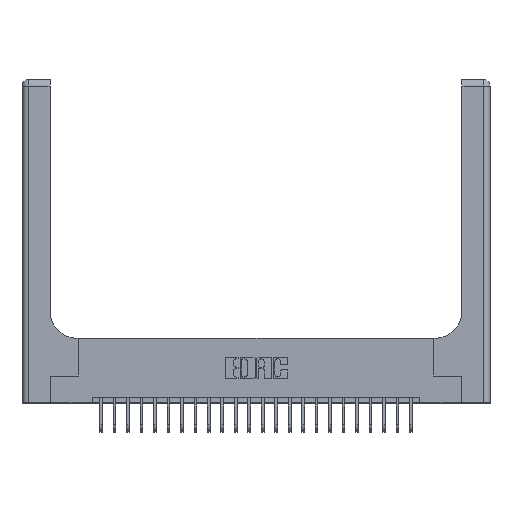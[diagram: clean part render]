
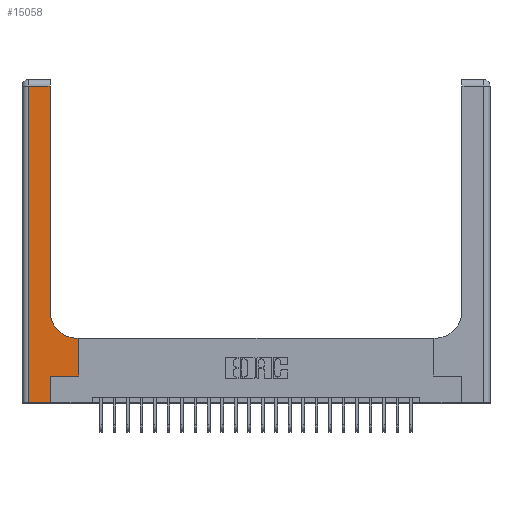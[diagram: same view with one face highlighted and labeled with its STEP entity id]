
A CAD part, top view. The second image highlights one B-rep face of the part: STEP entity #15058.
In plain terms, the highlighted planar face has unit normal (0, 0, 1).
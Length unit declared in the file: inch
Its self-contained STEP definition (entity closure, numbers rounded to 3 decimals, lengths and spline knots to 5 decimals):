
#303 = CARTESIAN_POINT ( 'NONE',  ( 0.528, 0.6, 0.37 ) ) ;
#523 = CARTESIAN_POINT ( 'NONE',  ( 0.26, 3., 0.37 ) ) ;
#576 = CARTESIAN_POINT ( 'NONE',  ( 0.528, 0.25, 0.37 ) ) ;
#663 = DIRECTION ( 'NONE',  ( 1., 0., 0. ) ) ;
#713 = VERTEX_POINT ( 'NONE', #1766 ) ;
#778 = CARTESIAN_POINT ( 'NONE',  ( 0., 0., 0.37 ) ) ;
#888 = CIRCLE ( 'NONE', #2535, 0.25 ) ;
#1617 = VECTOR ( 'NONE', #14084, 39.37008 ) ;
#1766 = CARTESIAN_POINT ( 'NONE',  ( 0.26, 2.94, 0.37 ) ) ;
#1980 = VERTEX_POINT ( 'NONE', #20883 ) ;
#2460 = CARTESIAN_POINT ( 'NONE',  ( 0.265, 0., 0.37 ) ) ;
#2501 = ORIENTED_EDGE ( 'NONE', *, *, #20189, .T. ) ;
#2535 = AXIS2_PLACEMENT_3D ( 'NONE', #11451, #3354, #21276 ) ;
#2601 = LINE ( 'NONE', #14460, #1617 ) ;
#2653 = CARTESIAN_POINT ( 'NONE',  ( 0.265, 0.25, 0.37 ) ) ;
#2839 = LINE ( 'NONE', #778, #14772 ) ;
#3354 = DIRECTION ( 'NONE',  ( 0., 0., -1. ) ) ;
#3403 = DIRECTION ( 'NONE',  ( -1., 0., 0. ) ) ;
#3531 = DIRECTION ( 'NONE',  ( 0., 1., 0. ) ) ;
#3790 = CARTESIAN_POINT ( 'NONE',  ( 0.265, 0., 0.37 ) ) ;
#3997 = PLANE ( 'NONE',  #6188 ) ;
#4376 = LINE ( 'NONE', #523, #21433 ) ;
#4809 = CARTESIAN_POINT ( 'NONE',  ( 0.26, 0.6, 0.37 ) ) ;
#5463 = VECTOR ( 'NONE', #6099, 39.37008 ) ;
#5968 = LINE ( 'NONE', #3790, #21004 ) ;
#6049 = FACE_OUTER_BOUND ( 'NONE', #8676, .T. ) ;
#6090 = DIRECTION ( 'NONE',  ( 0., -1., 0. ) ) ;
#6099 = DIRECTION ( 'NONE',  ( 0., 1., 0. ) ) ;
#6188 = AXIS2_PLACEMENT_3D ( 'NONE', #24127, #6318, #23738 ) ;
#6318 = DIRECTION ( 'NONE',  ( 0., 0., -1. ) ) ;
#6718 = VERTEX_POINT ( 'NONE', #14745 ) ;
#6931 = CARTESIAN_POINT ( 'NONE',  ( 0.06, 2.94, 0.37 ) ) ;
#7758 = VERTEX_POINT ( 'NONE', #9919 ) ;
#8551 = VERTEX_POINT ( 'NONE', #21324 ) ;
#8676 = EDGE_LOOP ( 'NONE', ( #16365, #2501, #22850, #14705, #25216, #10967, #20443, #16764, #20862 ) ) ;
#9919 = CARTESIAN_POINT ( 'NONE',  ( 0.06, 0., 0.37 ) ) ;
#10729 = EDGE_CURVE ( 'NONE', #1980, #6718, #888, .T. ) ;
#10967 = ORIENTED_EDGE ( 'NONE', *, *, #16722, .T. ) ;
#11451 = CARTESIAN_POINT ( 'NONE',  ( 0.51, 0.85, 0.37 ) ) ;
#11909 = CARTESIAN_POINT ( 'NONE',  ( 0.06, 3., 0.37 ) ) ;
#12235 = DIRECTION ( 'NONE',  ( 0., 1., 0. ) ) ;
#12712 = VECTOR ( 'NONE', #6090, 39.37008 ) ;
#12998 = VERTEX_POINT ( 'NONE', #303 ) ;
#14084 = DIRECTION ( 'NONE',  ( -1., 0., 0. ) ) ;
#14460 = CARTESIAN_POINT ( 'NONE',  ( 0., 2.94, 0.37 ) ) ;
#14469 = EDGE_CURVE ( 'NONE', #21924, #19142, #5968, .T. ) ;
#14619 = LINE ( 'NONE', #4809, #18466 ) ;
#14705 = ORIENTED_EDGE ( 'NONE', *, *, #25211, .T. ) ;
#14745 = CARTESIAN_POINT ( 'NONE',  ( 0.26, 0.85, 0.37 ) ) ;
#14772 = VECTOR ( 'NONE', #663, 39.37008 ) ;
#15058 = ADVANCED_FACE ( 'NONE', ( #6049 ), #3997, .F. ) ;
#15086 = EDGE_CURVE ( 'NONE', #6718, #713, #4376, .T. ) ;
#15164 = VERTEX_POINT ( 'NONE', #6931 ) ;
#16365 = ORIENTED_EDGE ( 'NONE', *, *, #15086, .T. ) ;
#16491 = VECTOR ( 'NONE', #18133, 39.37008 ) ;
#16722 = EDGE_CURVE ( 'NONE', #19142, #8551, #24195, .T. ) ;
#16764 = ORIENTED_EDGE ( 'NONE', *, *, #24820, .T. ) ;
#18133 = DIRECTION ( 'NONE',  ( 1., 0., 0. ) ) ;
#18466 = VECTOR ( 'NONE', #3403, 39.37008 ) ;
#19142 = VERTEX_POINT ( 'NONE', #21524 ) ;
#19577 = EDGE_CURVE ( 'NONE', #15164, #7758, #23779, .T. ) ;
#20189 = EDGE_CURVE ( 'NONE', #713, #15164, #2601, .T. ) ;
#20443 = ORIENTED_EDGE ( 'NONE', *, *, #23165, .T. ) ;
#20862 = ORIENTED_EDGE ( 'NONE', *, *, #10729, .T. ) ;
#20883 = CARTESIAN_POINT ( 'NONE',  ( 0.51, 0.6, 0.37 ) ) ;
#21004 = VECTOR ( 'NONE', #3531, 39.37008 ) ;
#21276 = DIRECTION ( 'NONE',  ( 1., 0., 0. ) ) ;
#21324 = CARTESIAN_POINT ( 'NONE',  ( 0.528, 0.25, 0.37 ) ) ;
#21433 = VECTOR ( 'NONE', #12235, 39.37008 ) ;
#21524 = CARTESIAN_POINT ( 'NONE',  ( 0.265, 0.25, 0.37 ) ) ;
#21924 = VERTEX_POINT ( 'NONE', #2460 ) ;
#22113 = LINE ( 'NONE', #576, #5463 ) ;
#22850 = ORIENTED_EDGE ( 'NONE', *, *, #19577, .T. ) ;
#23165 = EDGE_CURVE ( 'NONE', #8551, #12998, #22113, .T. ) ;
#23738 = DIRECTION ( 'NONE',  ( -1., 0., 0. ) ) ;
#23779 = LINE ( 'NONE', #11909, #12712 ) ;
#24127 = CARTESIAN_POINT ( 'NONE',  ( 0., 3., 0.37 ) ) ;
#24195 = LINE ( 'NONE', #2653, #16491 ) ;
#24820 = EDGE_CURVE ( 'NONE', #12998, #1980, #14619, .T. ) ;
#25211 = EDGE_CURVE ( 'NONE', #7758, #21924, #2839, .T. ) ;
#25216 = ORIENTED_EDGE ( 'NONE', *, *, #14469, .T. ) ;
